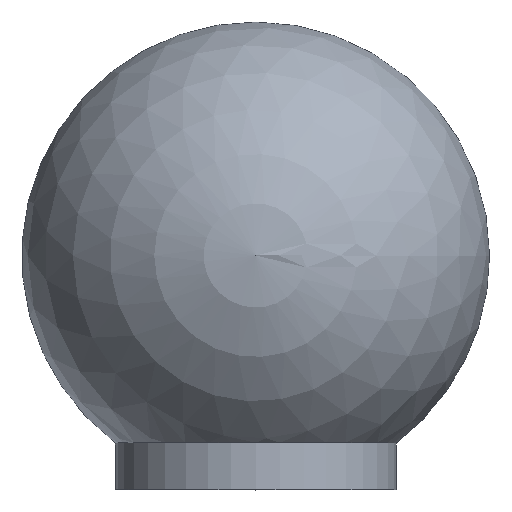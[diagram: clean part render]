
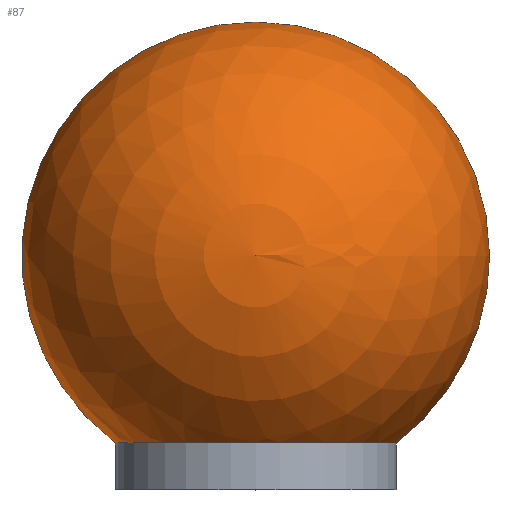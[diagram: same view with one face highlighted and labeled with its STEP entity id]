
A CAD part, top view. The second image highlights one B-rep face of the part: STEP entity #87.
In plain terms, the highlighted spherical face has radius 5 mm.
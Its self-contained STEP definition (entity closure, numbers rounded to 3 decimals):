
#4 = DIRECTION ( 'NONE',  ( -1., 0., 0. ) ) ;
#10 = VERTEX_POINT ( 'NONE', #189 ) ;
#17 = SPHERICAL_SURFACE ( 'NONE', #257, 5. ) ;
#41 = DIRECTION ( 'NONE',  ( 0., 0., 1. ) ) ;
#44 = CARTESIAN_POINT ( 'NONE',  ( 0., 0., 0. ) ) ;
#49 = DIRECTION ( 'NONE',  ( 1., 0., 0. ) ) ;
#72 = CARTESIAN_POINT ( 'NONE',  ( -3., -4., 0. ) ) ;
#74 = ORIENTED_EDGE ( 'NONE', *, *, #166, .T. ) ;
#86 = DIRECTION ( 'NONE',  ( 0., 0., 1. ) ) ;
#87 = ADVANCED_FACE ( 'NONE', ( #187 ), #17, .T. ) ;
#100 = AXIS2_PLACEMENT_3D ( 'NONE', #108, #86, #126 ) ;
#108 = CARTESIAN_POINT ( 'NONE',  ( 0., 0., 0. ) ) ;
#111 = DIRECTION ( 'NONE',  ( 0., -1., 0. ) ) ;
#112 = VERTEX_POINT ( 'NONE', #120 ) ;
#120 = CARTESIAN_POINT ( 'NONE',  ( 3., -4., 0. ) ) ;
#126 = DIRECTION ( 'NONE',  ( 1., 0., 0. ) ) ;
#130 = CARTESIAN_POINT ( 'NONE',  ( 0., -4., 0. ) ) ;
#142 = EDGE_CURVE ( 'NONE', #112, #244, #270, .T. ) ;
#156 = ORIENTED_EDGE ( 'NONE', *, *, #142, .F. ) ;
#166 = EDGE_CURVE ( 'NONE', #10, #244, #247, .T. ) ;
#175 = ORIENTED_EDGE ( 'NONE', *, *, #194, .F. ) ;
#176 = CIRCLE ( 'NONE', #224, 5. ) ;
#187 = FACE_OUTER_BOUND ( 'NONE', #235, .T. ) ;
#189 = CARTESIAN_POINT ( 'NONE',  ( 0., 5., 0. ) ) ;
#194 = EDGE_CURVE ( 'NONE', #10, #112, #176, .T. ) ;
#201 = AXIS2_PLACEMENT_3D ( 'NONE', #130, #111, #49 ) ;
#212 = DIRECTION ( 'NONE',  ( 0., 0., -1. ) ) ;
#224 = AXIS2_PLACEMENT_3D ( 'NONE', #44, #212, #4 ) ;
#231 = CARTESIAN_POINT ( 'NONE',  ( 0., 0., 0. ) ) ;
#235 = EDGE_LOOP ( 'NONE', ( #175, #74, #156 ) ) ;
#244 = VERTEX_POINT ( 'NONE', #72 ) ;
#247 = CIRCLE ( 'NONE', #100, 5. ) ;
#252 = DIRECTION ( 'NONE',  ( 1., 0., 0. ) ) ;
#257 = AXIS2_PLACEMENT_3D ( 'NONE', #231, #41, #252 ) ;
#270 = CIRCLE ( 'NONE', #201, 3. ) ;
